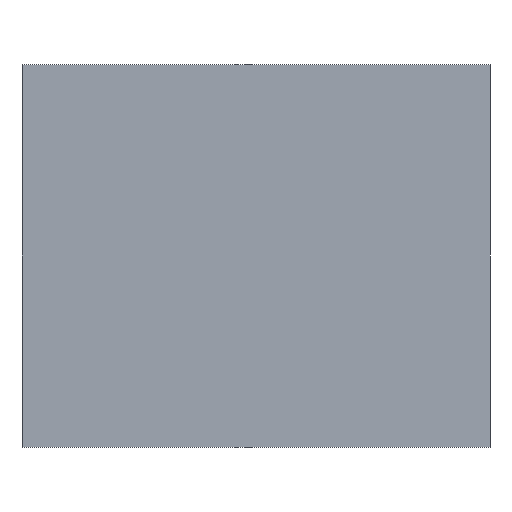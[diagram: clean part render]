
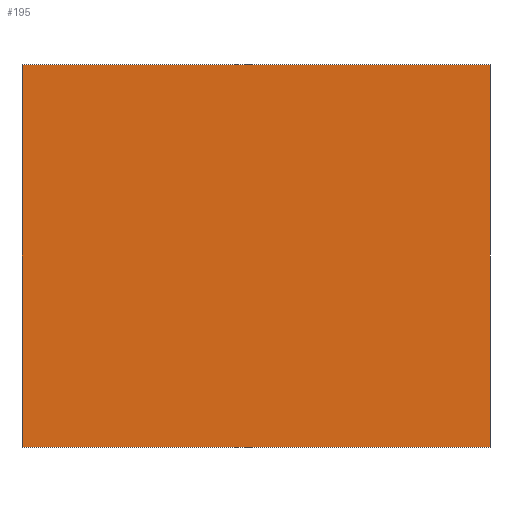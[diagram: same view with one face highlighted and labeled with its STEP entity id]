
A CAD part, front view. The second image highlights one B-rep face of the part: STEP entity #195.
In plain terms, the highlighted planar face has unit normal (0, -1, 0).
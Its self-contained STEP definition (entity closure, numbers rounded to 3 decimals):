
#25=FACE_OUTER_BOUND('',#36,.T.);
#36=EDGE_LOOP('',(#163,#164,#165,#166));
#51=LINE('',#305,#75);
#55=LINE('',#313,#79);
#58=LINE('',#319,#82);
#61=LINE('',#324,#85);
#75=VECTOR('',#254,10.);
#79=VECTOR('',#260,10.);
#82=VECTOR('',#265,10.);
#85=VECTOR('',#270,10.);
#95=VERTEX_POINT('',#303);
#96=VERTEX_POINT('',#304);
#99=VERTEX_POINT('',#312);
#101=VERTEX_POINT('',#318);
#115=EDGE_CURVE('',#95,#96,#51,.T.);
#119=EDGE_CURVE('',#96,#99,#55,.T.);
#122=EDGE_CURVE('',#99,#101,#58,.T.);
#125=EDGE_CURVE('',#101,#95,#61,.T.);
#163=ORIENTED_EDGE('',*,*,#125,.T.);
#164=ORIENTED_EDGE('',*,*,#115,.T.);
#165=ORIENTED_EDGE('',*,*,#119,.T.);
#166=ORIENTED_EDGE('',*,*,#122,.T.);
#184=PLANE('',#226);
#195=ADVANCED_FACE('',(#25),#184,.T.);
#226=AXIS2_PLACEMENT_3D('',#326,#272,#273);
#254=DIRECTION('',(0.,0.,-1.));
#260=DIRECTION('',(1.,0.,0.));
#265=DIRECTION('',(0.,0.,1.));
#270=DIRECTION('',(-1.,0.,0.));
#272=DIRECTION('center_axis',(0.,-1.,0.));
#273=DIRECTION('ref_axis',(0.,0.,-1.));
#303=CARTESIAN_POINT('',(-8.25,0.,6.75));
#304=CARTESIAN_POINT('',(-8.25,0.,-6.75));
#305=CARTESIAN_POINT('',(-8.25,0.,6.75));
#312=CARTESIAN_POINT('',(8.25,0.,-6.75));
#313=CARTESIAN_POINT('',(-8.25,0.,-6.75));
#318=CARTESIAN_POINT('',(8.25,0.,6.75));
#319=CARTESIAN_POINT('',(8.25,0.,-6.75));
#324=CARTESIAN_POINT('',(8.25,0.,6.75));
#326=CARTESIAN_POINT('Origin',(0.,0.,0.));
